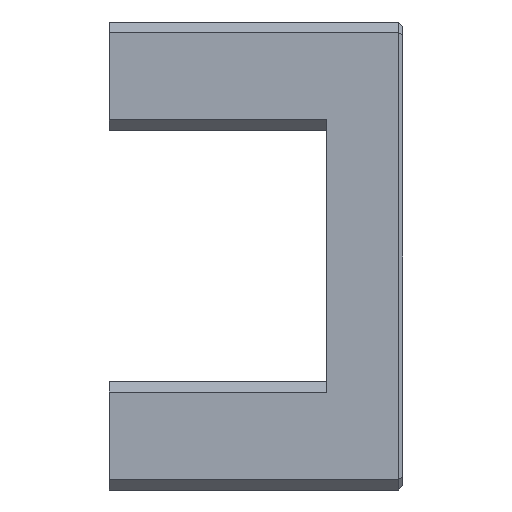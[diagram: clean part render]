
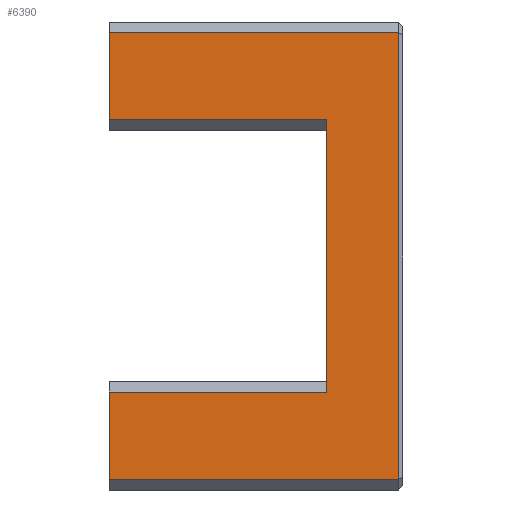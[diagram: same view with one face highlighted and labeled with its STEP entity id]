
A CAD part, front view. The second image highlights one B-rep face of the part: STEP entity #6390.
In plain terms, the highlighted planar face has unit normal (0, -1, 0).
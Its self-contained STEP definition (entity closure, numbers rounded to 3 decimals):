
#268 = PLANE('',#269);
#269 = AXIS2_PLACEMENT_3D('',#270,#271,#272);
#270 = CARTESIAN_POINT('',(72.3,-74.3,-12.));
#271 = DIRECTION('',(0.707,-0.707,0.));
#272 = DIRECTION('',(0.,0.,1.));
#2622 = VERTEX_POINT('',#2623);
#2623 = CARTESIAN_POINT('',(72.1,-74.5,-12.));
#2658 = PLANE('',#2659);
#2659 = AXIS2_PLACEMENT_3D('',#2660,#2661,#2662);
#2660 = CARTESIAN_POINT('',(59.,-74.,-12.5));
#2661 = DIRECTION('',(-0.,-0.707,-0.707));
#2662 = DIRECTION('',(0.,0.707,-0.707));
#2730 = VERTEX_POINT('',#2731);
#2731 = CARTESIAN_POINT('',(72.1,-74.5,29.));
#2752 = EDGE_CURVE('',#2622,#2730,#2753,.T.);
#2753 = SURFACE_CURVE('',#2754,(#2758,#2765),.PCURVE_S1.);
#2754 = LINE('',#2755,#2756);
#2755 = CARTESIAN_POINT('',(72.1,-74.5,-12.));
#2756 = VECTOR('',#2757,1.);
#2757 = DIRECTION('',(0.,0.,1.));
#2758 = PCURVE('',#268,#2759);
#2759 = DEFINITIONAL_REPRESENTATION('',(#2760),#2764);
#2760 = LINE('',#2761,#2762);
#2761 = CARTESIAN_POINT('',(0.,0.283));
#2762 = VECTOR('',#2763,1.);
#2763 = DIRECTION('',(1.,0.));
#2764 = ( GEOMETRIC_REPRESENTATION_CONTEXT(2) 
PARAMETRIC_REPRESENTATION_CONTEXT() REPRESENTATION_CONTEXT('2D SPACE',''
  ) );
#2765 = PCURVE('',#2766,#2771);
#2766 = PLANE('',#2767);
#2767 = AXIS2_PLACEMENT_3D('',#2768,#2769,#2770);
#2768 = CARTESIAN_POINT('',(61.045,-74.5,8.5));
#2769 = DIRECTION('',(-0.,-1.,-0.));
#2770 = DIRECTION('',(0.,0.,-1.));
#2771 = DEFINITIONAL_REPRESENTATION('',(#2772),#2776);
#2772 = LINE('',#2773,#2774);
#2773 = CARTESIAN_POINT('',(20.5,11.055));
#2774 = VECTOR('',#2775,1.);
#2775 = DIRECTION('',(-1.,0.));
#2776 = ( GEOMETRIC_REPRESENTATION_CONTEXT(2) 
PARAMETRIC_REPRESENTATION_CONTEXT() REPRESENTATION_CONTEXT('2D SPACE',''
  ) );
#2874 = PLANE('',#2875);
#2875 = AXIS2_PLACEMENT_3D('',#2876,#2877,#2878);
#2876 = CARTESIAN_POINT('',(59.,-74.,29.5));
#2877 = DIRECTION('',(0.,-0.707,0.707));
#2878 = DIRECTION('',(0.,0.707,0.707)
  );
#3069 = PLANE('',#3070);
#3070 = AXIS2_PLACEMENT_3D('',#3071,#3072,#3073);
#3071 = CARTESIAN_POINT('',(45.5,-64.5,-13.));
#3072 = DIRECTION('',(1.,0.,0.));
#3073 = DIRECTION('',(0.,0.,-1.));
#3128 = PLANE('',#3129);
#3129 = AXIS2_PLACEMENT_3D('',#3130,#3131,#3132);
#3130 = CARTESIAN_POINT('',(45.5,-64.5,20.));
#3131 = DIRECTION('',(1.,0.,0.));
#3132 = DIRECTION('',(0.,0.,-1.));
#5440 = PLANE('',#5441);
#5441 = AXIS2_PLACEMENT_3D('',#5442,#5443,#5444);
#5442 = CARTESIAN_POINT('',(65.5,20.5,-13.));
#5443 = DIRECTION('',(1.,0.,0.));
#5444 = DIRECTION('',(0.,0.,-1.));
#6296 = EDGE_CURVE('',#6297,#2622,#6299,.T.);
#6297 = VERTEX_POINT('',#6298);
#6298 = CARTESIAN_POINT('',(45.5,-74.5,-12.));
#6299 = SURFACE_CURVE('',#6300,(#6304,#6311),.PCURVE_S1.);
#6300 = LINE('',#6301,#6302);
#6301 = CARTESIAN_POINT('',(65.5,-74.5,-12.));
#6302 = VECTOR('',#6303,1.);
#6303 = DIRECTION('',(1.,0.,0.));
#6304 = PCURVE('',#2658,#6305);
#6305 = DEFINITIONAL_REPRESENTATION('',(#6306),#6310);
#6306 = LINE('',#6307,#6308);
#6307 = CARTESIAN_POINT('',(-0.707,6.5));
#6308 = VECTOR('',#6309,1.);
#6309 = DIRECTION('',(-0.,1.));
#6310 = ( GEOMETRIC_REPRESENTATION_CONTEXT(2) 
PARAMETRIC_REPRESENTATION_CONTEXT() REPRESENTATION_CONTEXT('2D SPACE',''
  ) );
#6311 = PCURVE('',#2766,#6312);
#6312 = DEFINITIONAL_REPRESENTATION('',(#6313),#6317);
#6313 = LINE('',#6314,#6315);
#6314 = CARTESIAN_POINT('',(20.5,4.455));
#6315 = VECTOR('',#6316,1.);
#6316 = DIRECTION('',(-0.,1.));
#6317 = ( GEOMETRIC_REPRESENTATION_CONTEXT(2) 
PARAMETRIC_REPRESENTATION_CONTEXT() REPRESENTATION_CONTEXT('2D SPACE',''
  ) );
#6390 = ADVANCED_FACE('',(#6391),#2766,.T.);
#6391 = FACE_BOUND('',#6392,.F.);
#6392 = EDGE_LOOP('',(#6393,#6394,#6417,#6445,#6468,#6496,#6519,#6540));
#6393 = ORIENTED_EDGE('',*,*,#6296,.F.);
#6394 = ORIENTED_EDGE('',*,*,#6395,.T.);
#6395 = EDGE_CURVE('',#6297,#6396,#6398,.T.);
#6396 = VERTEX_POINT('',#6397);
#6397 = CARTESIAN_POINT('',(45.5,-74.5,-4.));
#6398 = SURFACE_CURVE('',#6399,(#6403,#6410),.PCURVE_S1.);
#6399 = LINE('',#6400,#6401);
#6400 = CARTESIAN_POINT('',(45.5,-74.5,-13.));
#6401 = VECTOR('',#6402,1.);
#6402 = DIRECTION('',(0.,0.,1.));
#6403 = PCURVE('',#2766,#6404);
#6404 = DEFINITIONAL_REPRESENTATION('',(#6405),#6409);
#6405 = LINE('',#6406,#6407);
#6406 = CARTESIAN_POINT('',(21.5,-15.545));
#6407 = VECTOR('',#6408,1.);
#6408 = DIRECTION('',(-1.,0.));
#6409 = ( GEOMETRIC_REPRESENTATION_CONTEXT(2) 
PARAMETRIC_REPRESENTATION_CONTEXT() REPRESENTATION_CONTEXT('2D SPACE',''
  ) );
#6410 = PCURVE('',#3069,#6411);
#6411 = DEFINITIONAL_REPRESENTATION('',(#6412),#6416);
#6412 = LINE('',#6413,#6414);
#6413 = CARTESIAN_POINT('',(-0.,-10.));
#6414 = VECTOR('',#6415,1.);
#6415 = DIRECTION('',(-1.,0.));
#6416 = ( GEOMETRIC_REPRESENTATION_CONTEXT(2) 
PARAMETRIC_REPRESENTATION_CONTEXT() REPRESENTATION_CONTEXT('2D SPACE',''
  ) );
#6417 = ORIENTED_EDGE('',*,*,#6418,.T.);
#6418 = EDGE_CURVE('',#6396,#6419,#6421,.T.);
#6419 = VERTEX_POINT('',#6420);
#6420 = CARTESIAN_POINT('',(65.5,-74.5,-4.));
#6421 = SURFACE_CURVE('',#6422,(#6426,#6433),.PCURVE_S1.);
#6422 = LINE('',#6423,#6424);
#6423 = CARTESIAN_POINT('',(45.5,-74.5,-4.));
#6424 = VECTOR('',#6425,1.);
#6425 = DIRECTION('',(1.,0.,0.));
#6426 = PCURVE('',#2766,#6427);
#6427 = DEFINITIONAL_REPRESENTATION('',(#6428),#6432);
#6428 = LINE('',#6429,#6430);
#6429 = CARTESIAN_POINT('',(12.5,-15.545));
#6430 = VECTOR('',#6431,1.);
#6431 = DIRECTION('',(-0.,1.));
#6432 = ( GEOMETRIC_REPRESENTATION_CONTEXT(2) 
PARAMETRIC_REPRESENTATION_CONTEXT() REPRESENTATION_CONTEXT('2D SPACE',''
  ) );
#6433 = PCURVE('',#6434,#6439);
#6434 = PLANE('',#6435);
#6435 = AXIS2_PLACEMENT_3D('',#6436,#6437,#6438);
#6436 = CARTESIAN_POINT('',(45.5,-74.,-3.5));
#6437 = DIRECTION('',(0.,-0.707,0.707));
#6438 = DIRECTION('',(-1.,-0.,-0.));
#6439 = DEFINITIONAL_REPRESENTATION('',(#6440),#6444);
#6440 = LINE('',#6441,#6442);
#6441 = CARTESIAN_POINT('',(-0.,0.707));
#6442 = VECTOR('',#6443,1.);
#6443 = DIRECTION('',(-1.,0.));
#6444 = ( GEOMETRIC_REPRESENTATION_CONTEXT(2) 
PARAMETRIC_REPRESENTATION_CONTEXT() REPRESENTATION_CONTEXT('2D SPACE',''
  ) );
#6445 = ORIENTED_EDGE('',*,*,#6446,.T.);
#6446 = EDGE_CURVE('',#6419,#6447,#6449,.T.);
#6447 = VERTEX_POINT('',#6448);
#6448 = CARTESIAN_POINT('',(65.5,-74.5,21.));
#6449 = SURFACE_CURVE('',#6450,(#6454,#6461),.PCURVE_S1.);
#6450 = LINE('',#6451,#6452);
#6451 = CARTESIAN_POINT('',(65.5,-74.5,-13.));
#6452 = VECTOR('',#6453,1.);
#6453 = DIRECTION('',(0.,0.,1.));
#6454 = PCURVE('',#2766,#6455);
#6455 = DEFINITIONAL_REPRESENTATION('',(#6456),#6460);
#6456 = LINE('',#6457,#6458);
#6457 = CARTESIAN_POINT('',(21.5,4.455));
#6458 = VECTOR('',#6459,1.);
#6459 = DIRECTION('',(-1.,0.));
#6460 = ( GEOMETRIC_REPRESENTATION_CONTEXT(2) 
PARAMETRIC_REPRESENTATION_CONTEXT() REPRESENTATION_CONTEXT('2D SPACE',''
  ) );
#6461 = PCURVE('',#5440,#6462);
#6462 = DEFINITIONAL_REPRESENTATION('',(#6463),#6467);
#6463 = LINE('',#6464,#6465);
#6464 = CARTESIAN_POINT('',(-0.,-95.));
#6465 = VECTOR('',#6466,1.);
#6466 = DIRECTION('',(-1.,0.));
#6467 = ( GEOMETRIC_REPRESENTATION_CONTEXT(2) 
PARAMETRIC_REPRESENTATION_CONTEXT() REPRESENTATION_CONTEXT('2D SPACE',''
  ) );
#6468 = ORIENTED_EDGE('',*,*,#6469,.F.);
#6469 = EDGE_CURVE('',#6470,#6447,#6472,.T.);
#6470 = VERTEX_POINT('',#6471);
#6471 = CARTESIAN_POINT('',(45.5,-74.5,21.));
#6472 = SURFACE_CURVE('',#6473,(#6477,#6484),.PCURVE_S1.);
#6473 = LINE('',#6474,#6475);
#6474 = CARTESIAN_POINT('',(45.5,-74.5,21.));
#6475 = VECTOR('',#6476,1.);
#6476 = DIRECTION('',(1.,0.,0.));
#6477 = PCURVE('',#2766,#6478);
#6478 = DEFINITIONAL_REPRESENTATION('',(#6479),#6483);
#6479 = LINE('',#6480,#6481);
#6480 = CARTESIAN_POINT('',(-12.5,-15.545));
#6481 = VECTOR('',#6482,1.);
#6482 = DIRECTION('',(-0.,1.));
#6483 = ( GEOMETRIC_REPRESENTATION_CONTEXT(2) 
PARAMETRIC_REPRESENTATION_CONTEXT() REPRESENTATION_CONTEXT('2D SPACE',''
  ) );
#6484 = PCURVE('',#6485,#6490);
#6485 = PLANE('',#6486);
#6486 = AXIS2_PLACEMENT_3D('',#6487,#6488,#6489);
#6487 = CARTESIAN_POINT('',(45.5,-74.,20.5));
#6488 = DIRECTION('',(0.,0.707,0.707));
#6489 = DIRECTION('',(1.,0.,0.));
#6490 = DEFINITIONAL_REPRESENTATION('',(#6491),#6495);
#6491 = LINE('',#6492,#6493);
#6492 = CARTESIAN_POINT('',(0.,-0.707));
#6493 = VECTOR('',#6494,1.);
#6494 = DIRECTION('',(1.,0.));
#6495 = ( GEOMETRIC_REPRESENTATION_CONTEXT(2) 
PARAMETRIC_REPRESENTATION_CONTEXT() REPRESENTATION_CONTEXT('2D SPACE',''
  ) );
#6496 = ORIENTED_EDGE('',*,*,#6497,.T.);
#6497 = EDGE_CURVE('',#6470,#6498,#6500,.T.);
#6498 = VERTEX_POINT('',#6499);
#6499 = CARTESIAN_POINT('',(45.5,-74.5,29.));
#6500 = SURFACE_CURVE('',#6501,(#6505,#6512),.PCURVE_S1.);
#6501 = LINE('',#6502,#6503);
#6502 = CARTESIAN_POINT('',(45.5,-74.5,20.));
#6503 = VECTOR('',#6504,1.);
#6504 = DIRECTION('',(0.,0.,1.));
#6505 = PCURVE('',#2766,#6506);
#6506 = DEFINITIONAL_REPRESENTATION('',(#6507),#6511);
#6507 = LINE('',#6508,#6509);
#6508 = CARTESIAN_POINT('',(-11.5,-15.545));
#6509 = VECTOR('',#6510,1.);
#6510 = DIRECTION('',(-1.,0.));
#6511 = ( GEOMETRIC_REPRESENTATION_CONTEXT(2) 
PARAMETRIC_REPRESENTATION_CONTEXT() REPRESENTATION_CONTEXT('2D SPACE',''
  ) );
#6512 = PCURVE('',#3128,#6513);
#6513 = DEFINITIONAL_REPRESENTATION('',(#6514),#6518);
#6514 = LINE('',#6515,#6516);
#6515 = CARTESIAN_POINT('',(-0.,-10.));
#6516 = VECTOR('',#6517,1.);
#6517 = DIRECTION('',(-1.,0.));
#6518 = ( GEOMETRIC_REPRESENTATION_CONTEXT(2) 
PARAMETRIC_REPRESENTATION_CONTEXT() REPRESENTATION_CONTEXT('2D SPACE',''
  ) );
#6519 = ORIENTED_EDGE('',*,*,#6520,.T.);
#6520 = EDGE_CURVE('',#6498,#2730,#6521,.T.);
#6521 = SURFACE_CURVE('',#6522,(#6526,#6533),.PCURVE_S1.);
#6522 = LINE('',#6523,#6524);
#6523 = CARTESIAN_POINT('',(45.5,-74.5,29.));
#6524 = VECTOR('',#6525,1.);
#6525 = DIRECTION('',(1.,0.,0.));
#6526 = PCURVE('',#2766,#6527);
#6527 = DEFINITIONAL_REPRESENTATION('',(#6528),#6532);
#6528 = LINE('',#6529,#6530);
#6529 = CARTESIAN_POINT('',(-20.5,-15.545));
#6530 = VECTOR('',#6531,1.);
#6531 = DIRECTION('',(-0.,1.));
#6532 = ( GEOMETRIC_REPRESENTATION_CONTEXT(2) 
PARAMETRIC_REPRESENTATION_CONTEXT() REPRESENTATION_CONTEXT('2D SPACE',''
  ) );
#6533 = PCURVE('',#2874,#6534);
#6534 = DEFINITIONAL_REPRESENTATION('',(#6535),#6539);
#6535 = LINE('',#6536,#6537);
#6536 = CARTESIAN_POINT('',(-0.707,13.5));
#6537 = VECTOR('',#6538,1.);
#6538 = DIRECTION('',(-0.,-1.));
#6539 = ( GEOMETRIC_REPRESENTATION_CONTEXT(2) 
PARAMETRIC_REPRESENTATION_CONTEXT() REPRESENTATION_CONTEXT('2D SPACE',''
  ) );
#6540 = ORIENTED_EDGE('',*,*,#2752,.F.);
